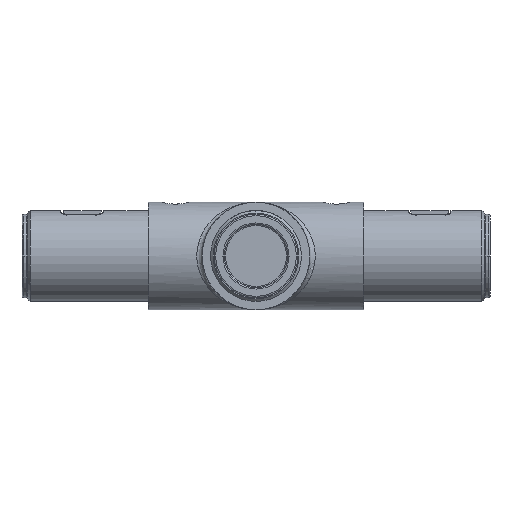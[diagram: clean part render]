
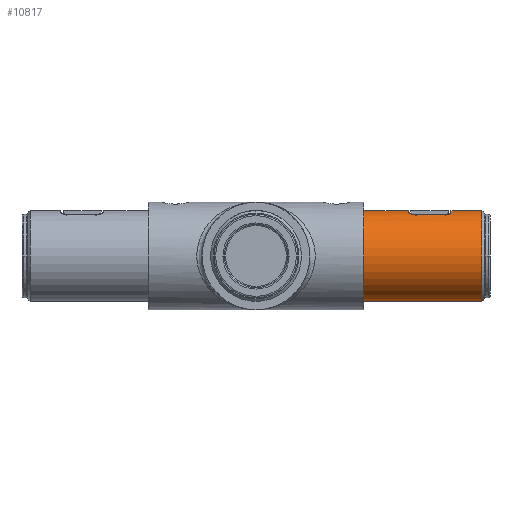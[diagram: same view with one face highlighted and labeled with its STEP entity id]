
A CAD part, left-side view. The second image highlights one B-rep face of the part: STEP entity #10817.
In plain terms, the highlighted cylindrical face has radius 16.9 mm (diameter 33.8 mm), a partial arc.
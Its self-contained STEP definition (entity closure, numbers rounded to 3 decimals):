
#178 = AXIS2_PLACEMENT_3D ( 'NONE', #4775, #4773, #4771 ) ;
#2119 = CARTESIAN_POINT ( 'NONE',  ( -7., -70.5, 15.382 ) ) ;
#2141 = CARTESIAN_POINT ( 'NONE',  ( -5., -56.878, 16.143 ) ) ;
#2144 = CARTESIAN_POINT ( 'NONE',  ( -5., -72.5, 16.143 ) ) ;
#2208 = CARTESIAN_POINT ( 'NONE',  ( 0., -85., 16.9 ) ) ;
#2212 = CARTESIAN_POINT ( 'NONE',  ( 0., -85., -16.9 ) ) ;
#2214 = DIRECTION ( 'NONE',  ( 0., 1., 0. ) ) ;
#2215 = DIRECTION ( 'NONE',  ( 0., 1., 0. ) ) ;
#2252 = DIRECTION ( 'NONE',  ( 0., 1., 0. ) ) ;
#2253 = CARTESIAN_POINT ( 'NONE',  ( 0., -85., 16.9 ) ) ;
#2490 = ORIENTED_EDGE ( 'NONE', *, *, #15684, .T. ) ;
#2491 = ORIENTED_EDGE ( 'NONE', *, *, #14886, .T. ) ;
#2492 = ORIENTED_EDGE ( 'NONE', *, *, #15683, .F. ) ;
#2493 = ORIENTED_EDGE ( 'NONE', *, *, #15682, .T. ) ;
#2494 = ORIENTED_EDGE ( 'NONE', *, *, #15681, .F. ) ;
#2495 = ORIENTED_EDGE ( 'NONE', *, *, #15680, .T. ) ;
#2496 = ORIENTED_EDGE ( 'NONE', *, *, #15679, .F. ) ;
#2497 = ORIENTED_EDGE ( 'NONE', *, *, #14894, .T. ) ;
#2498 = ORIENTED_EDGE ( 'NONE', *, *, #15676, .T. ) ;
#2499 = ORIENTED_EDGE ( 'NONE', *, *, #14883, .F. ) ;
#3281 = AXIS2_PLACEMENT_3D ( 'NONE', #14083, #14084, #14085 ) ;
#3282 = AXIS2_PLACEMENT_3D ( 'NONE', #14106, #14107, #14108 ) ;
#3283 = AXIS2_PLACEMENT_3D ( 'NONE', #14144, #14145, #14146 ) ;
#4746 = CARTESIAN_POINT ( 'NONE',  ( -7., -59.152, 15.382 ) ) ;
#4771 = DIRECTION ( 'NONE',  ( 0., 0., 1. ) ) ;
#4773 = DIRECTION ( 'NONE',  ( 0., 1., 0. ) ) ;
#4775 = CARTESIAN_POINT ( 'NONE',  ( 0., -85., 0. ) ) ;
#5957 = VERTEX_POINT ( 'NONE', #9100 ) ;
#5966 = VERTEX_POINT ( 'NONE', #9113 ) ;
#6016 = VERTEX_POINT ( 'NONE', #9202 ) ;
#6018 = VERTEX_POINT ( 'NONE', #9206 ) ;
#6052 = VERTEX_POINT ( 'NONE', #9268 ) ;
#7661 = EDGE_LOOP ( 'NONE', ( #2499, #2498, #2497, #2496, #2495, #2494, #2493, #2492, #2491, #2490 ) ) ;
#8720 = VERTEX_POINT ( 'NONE', #4746 ) ;
#9100 = CARTESIAN_POINT ( 'NONE',  ( 0., -56.675, 16.9 ) ) ;
#9113 = CARTESIAN_POINT ( 'NONE',  ( 0., -84., -16.9 ) ) ;
#9141 = LINE ( 'NONE', #2212, #9146 ) ;
#9146 = VECTOR ( 'NONE', #2214, 1000. ) ;
#9148 = LINE ( 'NONE', #2253, #9173 ) ;
#9151 = LINE ( 'NONE', #2208, #9154 ) ;
#9154 = VECTOR ( 'NONE', #2215, 1000. ) ;
#9173 = VECTOR ( 'NONE', #2252, 1000. ) ;
#9202 = CARTESIAN_POINT ( 'NONE',  ( 0., -72.5, 16.9 ) ) ;
#9206 = CARTESIAN_POINT ( 'NONE',  ( 0., -40., 16.9 ) ) ;
#9268 = CARTESIAN_POINT ( 'NONE',  ( 0., -84., 16.9 ) ) ;
#9583 = CIRCLE ( 'NONE', #3281, 16.9 ) ;
#9589 = CIRCLE ( 'NONE', #3283, 16.9 ) ;
#9591 = CIRCLE ( 'NONE', #3282, 16.9 ) ;
#9593 = LINE ( 'NONE', #14124, #9595 ) ;
#9595 = VECTOR ( 'NONE', #14125, 1000. ) ;
#10817 = ADVANCED_FACE ( 'NONE', ( #15342 ), #15348, .T. ) ;
#13601 = VERTEX_POINT ( 'NONE', #2119 ) ;
#13682 = VERTEX_POINT ( 'NONE', #2141 ) ;
#13697 = VERTEX_POINT ( 'NONE', #2144 ) ;
#14083 = CARTESIAN_POINT ( 'NONE',  ( 0., -84., 0. ) ) ;
#14084 = DIRECTION ( 'NONE',  ( 0., 1., 0. ) ) ;
#14085 = DIRECTION ( 'NONE',  ( 0., 0., -1. ) ) ;
#14089 = CARTESIAN_POINT ( 'NONE',  ( -7., -59.152, 15.382 ) ) ;
#14104 = CARTESIAN_POINT ( 'NONE',  ( -5., -72.5, 16.143 ) ) ;
#14105 = CARTESIAN_POINT ( 'NONE',  ( -5.261, -72.5, 16.063 ) ) ;
#14106 = CARTESIAN_POINT ( 'NONE',  ( 0., -72.5, 0. ) ) ;
#14107 = DIRECTION ( 'NONE',  ( 0., 1., 0. ) ) ;
#14108 = DIRECTION ( 'NONE',  ( 0., 0., 1. ) ) ;
#14109 = CARTESIAN_POINT ( 'NONE',  ( -7., -59.009, 15.382 ) ) ;
#14110 = CARTESIAN_POINT ( 'NONE',  ( -5.514, -72.45, 15.977 ) ) ;
#14111 = CARTESIAN_POINT ( 'NONE',  ( -5.872, -72.305, 15.848 ) ) ;
#14112 = CARTESIAN_POINT ( 'NONE',  ( -5.985, -72.245, 15.805 ) ) ;
#14113 = CARTESIAN_POINT ( 'NONE',  ( -6.2, -72.105, 15.722 ) ) ;
#14114 = CARTESIAN_POINT ( 'NONE',  ( -6.302, -72.023, 15.681 ) ) ;
#14115 = CARTESIAN_POINT ( 'NONE',  ( -6.488, -71.842, 15.605 ) ) ;
#14116 = CARTESIAN_POINT ( 'NONE',  ( -6.572, -71.743, 15.57 ) ) ;
#14117 = CARTESIAN_POINT ( 'NONE',  ( -6.721, -71.527, 15.506 ) ) ;
#14118 = CARTESIAN_POINT ( 'NONE',  ( -6.786, -71.409, 15.478 ) ) ;
#14119 = CARTESIAN_POINT ( 'NONE',  ( -6.891, -71.165, 15.431 ) ) ;
#14120 = CARTESIAN_POINT ( 'NONE',  ( -6.931, -71.038, 15.413 ) ) ;
#14121 = CARTESIAN_POINT ( 'NONE',  ( -6.986, -70.774, 15.389 ) ) ;
#14122 = CARTESIAN_POINT ( 'NONE',  ( -7., -70.637, 15.382 ) ) ;
#14123 = CARTESIAN_POINT ( 'NONE',  ( -7., -70.5, 15.382 ) ) ;
#14124 = CARTESIAN_POINT ( 'NONE',  ( -7., -85., 15.382 ) ) ;
#14125 = DIRECTION ( 'NONE',  ( 0., -1., 0. ) ) ;
#14126 = CARTESIAN_POINT ( 'NONE',  ( -1.698, -56.675, 16.9 ) ) ;
#14127 = CARTESIAN_POINT ( 'NONE',  ( 0., -56.675, 16.9 ) ) ;
#14128 = CARTESIAN_POINT ( 'NONE',  ( -6.986, -58.868, 15.389 ) ) ;
#14129 = CARTESIAN_POINT ( 'NONE',  ( -6.932, -58.591, 15.413 ) ) ;
#14130 = CARTESIAN_POINT ( 'NONE',  ( -6.892, -58.454, 15.431 ) ) ;
#14131 = CARTESIAN_POINT ( 'NONE',  ( -6.789, -58.192, 15.476 ) ) ;
#14132 = CARTESIAN_POINT ( 'NONE',  ( -6.727, -58.067, 15.504 ) ) ;
#14133 = CARTESIAN_POINT ( 'NONE',  ( -6.583, -57.83, 15.566 ) ) ;
#14134 = CARTESIAN_POINT ( 'NONE',  ( -6.5, -57.717, 15.6 ) ) ;
#14135 = CARTESIAN_POINT ( 'NONE',  ( -6.319, -57.512, 15.675 ) ) ;
#14136 = CARTESIAN_POINT ( 'NONE',  ( -6.221, -57.418, 15.714 ) ) ;
#14137 = CARTESIAN_POINT ( 'NONE',  ( -6.007, -57.248, 15.797 ) ) ;
#14138 = CARTESIAN_POINT ( 'NONE',  ( -5.893, -57.172, 15.84 ) ) ;
#14139 = CARTESIAN_POINT ( 'NONE',  ( -5.537, -56.983, 15.969 ) ) ;
#14140 = CARTESIAN_POINT ( 'NONE',  ( -5.273, -56.9, 16.059 ) ) ;
#14141 = CARTESIAN_POINT ( 'NONE',  ( -5., -56.878, 16.143 ) ) ;
#14142 = CARTESIAN_POINT ( 'NONE',  ( -3.378, -56.743, 16.646 ) ) ;
#14143 = CARTESIAN_POINT ( 'NONE',  ( -5., -56.878, 16.143 ) ) ;
#14144 = CARTESIAN_POINT ( 'NONE',  ( 0., -40., 0. ) ) ;
#14145 = DIRECTION ( 'NONE',  ( 0., -1., 0. ) ) ;
#14146 = DIRECTION ( 'NONE',  ( 0., 0., 1. ) ) ;
#14293 = CARTESIAN_POINT ( 'NONE',  ( 0., -40., -16.9 ) ) ;
#14659 = B_SPLINE_CURVE_WITH_KNOTS ( 'NONE', 3,
 ( #14089, #14109, #14128, #14129, #14130, #14131, #14132, #14133, #14134, #14135, #14136, #14137, #14138, #14139, #14140, #14141 ),
 .UNSPECIFIED., .F., .F.,
 ( 4, 2, 2, 2, 2, 2, 2, 4 ),
 ( 0., 0., 0.001, 0.001, 0.002, 0.002, 0.003, 0.003 ),
 .UNSPECIFIED. ) ;
#14660 = B_SPLINE_CURVE_WITH_KNOTS ( 'NONE', 3,
 ( #14104, #14105, #14110, #14111, #14112, #14113, #14114, #14115, #14116, #14117, #14118, #14119, #14120, #14121, #14122, #14123 ),
 .UNSPECIFIED., .F., .F.,
 ( 4, 2, 2, 2, 2, 2, 2, 4 ),
 ( 0., 0.001, 0.001, 0.002, 0.002, 0.002, 0.003, 0.003 ),
 .UNSPECIFIED. ) ;
#14667 =( BOUNDED_CURVE ( )  B_SPLINE_CURVE ( 3, ( #14127, #14126, #14142, #14143 ),
 .UNSPECIFIED., .F., .F. ) 
 B_SPLINE_CURVE_WITH_KNOTS ( ( 4, 4 ),
 ( 0., 0.3 ),
 .UNSPECIFIED. ) 
 CURVE ( )  GEOMETRIC_REPRESENTATION_ITEM ( )  RATIONAL_B_SPLINE_CURVE ( ( 1., 0.992, 0.992, 1. ) ) 
 REPRESENTATION_ITEM ( '' )  );
#14883 = EDGE_CURVE ( 'NONE', #5966, #16272, #9141, .T. ) ;
#14886 = EDGE_CURVE ( 'NONE', #5957, #6018, #9151, .T. ) ;
#14894 = EDGE_CURVE ( 'NONE', #6052, #6016, #9148, .T. ) ;
#15342 = FACE_OUTER_BOUND ( 'NONE', #7661, .T. ) ;
#15348 = CYLINDRICAL_SURFACE ( 'NONE', #178, 16.9 ) ;
#15676 = EDGE_CURVE ( 'NONE', #5966, #6052, #9583, .T. ) ;
#15679 = EDGE_CURVE ( 'NONE', #13697, #6016, #9591, .T. ) ;
#15680 = EDGE_CURVE ( 'NONE', #13697, #13601, #14660, .T. ) ;
#15681 = EDGE_CURVE ( 'NONE', #8720, #13601, #9593, .T. ) ;
#15682 = EDGE_CURVE ( 'NONE', #8720, #13682, #14659, .T. ) ;
#15683 = EDGE_CURVE ( 'NONE', #5957, #13682, #14667, .T. ) ;
#15684 = EDGE_CURVE ( 'NONE', #6018, #16272, #9589, .T. ) ;
#16272 = VERTEX_POINT ( 'NONE', #14293 ) ;
